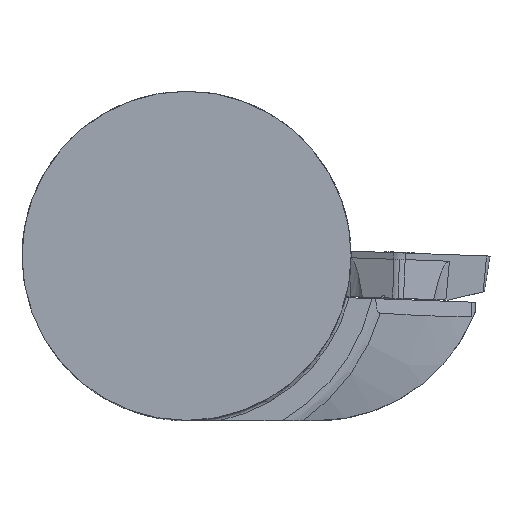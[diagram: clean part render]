
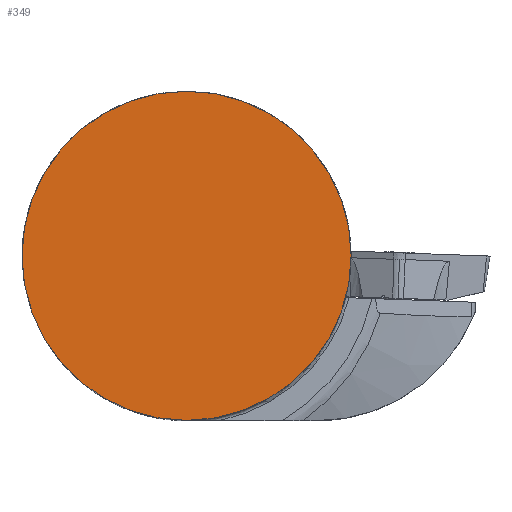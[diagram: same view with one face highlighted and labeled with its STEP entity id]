
A CAD part, top view. The second image highlights one B-rep face of the part: STEP entity #349.
In plain terms, the highlighted planar face has unit normal (0, 0, 1).
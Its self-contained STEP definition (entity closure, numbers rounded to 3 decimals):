
#167=PLANE('',#2158);
#252=FACE_OUTER_BOUND('',#504,.T.);
#349=ADVANCED_FACE('',(#252),#167,.T.);
#504=EDGE_LOOP('',(#1334));
#568=CIRCLE('',#2038,20.);
#1334=ORIENTED_EDGE('',*,*,#1681,.F.);
#1504=VERTEX_POINT('',#2876);
#1681=EDGE_CURVE('',#1504,#1504,#568,.T.);
#2038=AXIS2_PLACEMENT_3D('',#2875,#2251,#2252);
#2158=AXIS2_PLACEMENT_3D('',#3415,#2597,#2598);
#2251=DIRECTION('',(0.,0.,-1.));
#2252=DIRECTION('',(1.,0.,0.));
#2597=DIRECTION('',(0.,0.,1.));
#2598=DIRECTION('',(1.,0.,0.));
#2875=CARTESIAN_POINT('',(0.,0.,0.));
#2876=CARTESIAN_POINT('',(20.,0.,0.));
#3415=CARTESIAN_POINT('',(0.,0.,0.));
